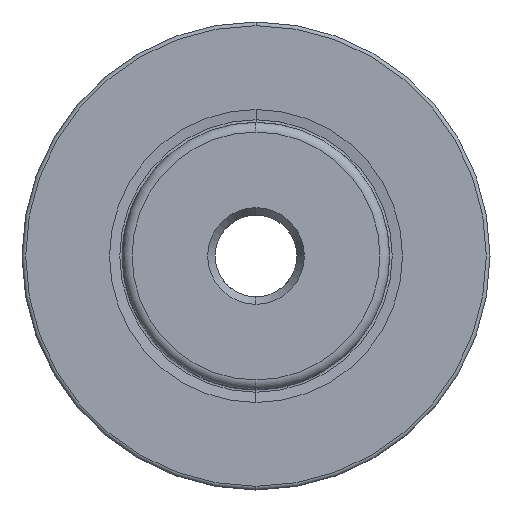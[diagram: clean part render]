
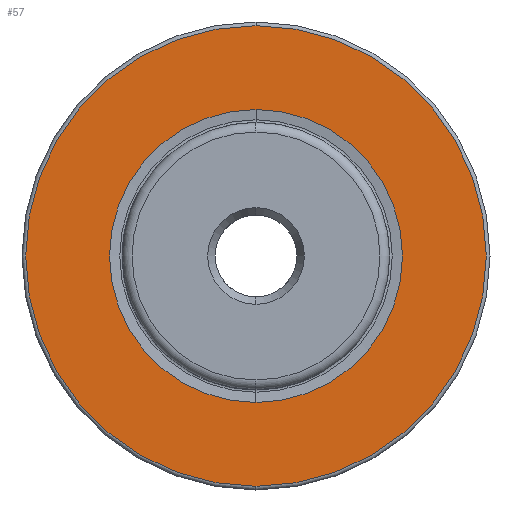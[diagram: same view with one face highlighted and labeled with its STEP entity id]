
A CAD part, left-side view. The second image highlights one B-rep face of the part: STEP entity #57.
In plain terms, the highlighted planar face has unit normal (-1, 0, 0).
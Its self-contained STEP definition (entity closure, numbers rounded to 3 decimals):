
#57 = ADVANCED_FACE ( 'NONE', ( #3438, #1861 ), #4687, .F. ) ;
#194 = CIRCLE ( 'NONE', #4494, 19.715 ) ;
#290 = EDGE_LOOP ( 'NONE', ( #2595, #741 ) ) ;
#309 = CIRCLE ( 'NONE', #3609, 19.715 ) ;
#526 = DIRECTION ( 'NONE',  ( 0., 0., 1. ) ) ;
#563 = CIRCLE ( 'NONE', #1401, 31. ) ;
#741 = ORIENTED_EDGE ( 'NONE', *, *, #3302, .F. ) ;
#769 = CARTESIAN_POINT ( 'NONE',  ( 0., 0., 31. ) ) ;
#779 = DIRECTION ( 'NONE',  ( 0., 0., 1. ) ) ;
#1039 = DIRECTION ( 'NONE',  ( 0., 0., -1. ) ) ;
#1117 = DIRECTION ( 'NONE',  ( 0., 0., 1. ) ) ;
#1209 = DIRECTION ( 'NONE',  ( -1., 0., 0. ) ) ;
#1377 = EDGE_CURVE ( 'NONE', #2748, #4954, #563, .T. ) ;
#1401 = AXIS2_PLACEMENT_3D ( 'NONE', #4047, #1209, #1988 ) ;
#1557 = EDGE_LOOP ( 'NONE', ( #2666, #4525 ) ) ;
#1699 = EDGE_CURVE ( 'NONE', #4954, #2748, #3855, .T. ) ;
#1861 = FACE_OUTER_BOUND ( 'NONE', #1557, .T. ) ;
#1988 = DIRECTION ( 'NONE',  ( 0., 0., 1. ) ) ;
#2233 = DIRECTION ( 'NONE',  ( 1., 0., 0. ) ) ;
#2569 = CARTESIAN_POINT ( 'NONE',  ( 0., 0., 0. ) ) ;
#2595 = ORIENTED_EDGE ( 'NONE', *, *, #4559, .F. ) ;
#2666 = ORIENTED_EDGE ( 'NONE', *, *, #1377, .T. ) ;
#2748 = VERTEX_POINT ( 'NONE', #769 ) ;
#2805 = DIRECTION ( 'NONE',  ( -1., 0., 0. ) ) ;
#2814 = CARTESIAN_POINT ( 'NONE',  ( 0., 0., 19.715 ) ) ;
#2948 = AXIS2_PLACEMENT_3D ( 'NONE', #3207, #2805, #779 ) ;
#2952 = DIRECTION ( 'NONE',  ( -1., 0., 0. ) ) ;
#3147 = CARTESIAN_POINT ( 'NONE',  ( 0., 0., 0. ) ) ;
#3207 = CARTESIAN_POINT ( 'NONE',  ( 0., 0., 0. ) ) ;
#3302 = EDGE_CURVE ( 'NONE', #4603, #4610, #194, .T. ) ;
#3438 = FACE_BOUND ( 'NONE', #290, .T. ) ;
#3503 = CARTESIAN_POINT ( 'NONE',  ( 0., 0., -31. ) ) ;
#3609 = AXIS2_PLACEMENT_3D ( 'NONE', #3147, #4738, #1117 ) ;
#3855 = CIRCLE ( 'NONE', #2948, 31. ) ;
#4047 = CARTESIAN_POINT ( 'NONE',  ( 0., 0., 0. ) ) ;
#4048 = AXIS2_PLACEMENT_3D ( 'NONE', #4718, #2233, #1039 ) ;
#4494 = AXIS2_PLACEMENT_3D ( 'NONE', #2569, #2952, #526 ) ;
#4525 = ORIENTED_EDGE ( 'NONE', *, *, #1699, .T. ) ;
#4559 = EDGE_CURVE ( 'NONE', #4610, #4603, #309, .T. ) ;
#4603 = VERTEX_POINT ( 'NONE', #4794 ) ;
#4610 = VERTEX_POINT ( 'NONE', #2814 ) ;
#4687 = PLANE ( 'NONE',  #4048 ) ;
#4718 = CARTESIAN_POINT ( 'NONE',  ( 0., 19.715, 0. ) ) ;
#4738 = DIRECTION ( 'NONE',  ( -1., 0., 0. ) ) ;
#4794 = CARTESIAN_POINT ( 'NONE',  ( 0., 0., -19.715 ) ) ;
#4954 = VERTEX_POINT ( 'NONE', #3503 ) ;
